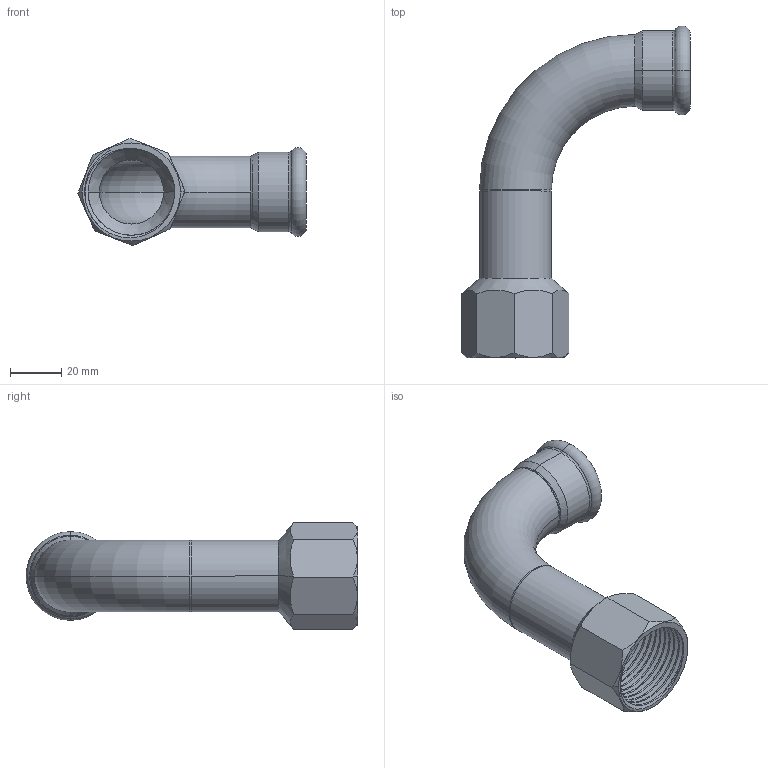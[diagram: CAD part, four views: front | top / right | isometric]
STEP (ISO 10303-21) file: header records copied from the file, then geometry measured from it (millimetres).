
FILE_DESCRIPTION (( 'STEP AP203' ), '1' );
FILE_NAME ('3D_ P746_28 x 1_141396380.STEP', '2024-11-19T16:16:43', ( '' ), ( '' ), 'SwSTEP 2.0', 'SolidWorks 2023', '' );
FILE_SCHEMA (( 'CONFIG_CONTROL_DESIGN' ));
Length unit declared in the file: millimetre
Products named in the file (1): 3D_ P746_28 x 1_141396380
Bounding box: 88.85 x 129.29 x 41.69 mm (x, y, z)
Volume: 25240.8 mm3; surface area: 32022.9 mm2
Topology: 2 solids, 2 shells, 75 faces, 193 edges, 120 vertices
Faces by surface type: cylinder 35, cone 14, torus 12, plane 11, bspline 3
Entity records: 4515 total; most frequent: CARTESIAN_POINT 2736, ORIENTED_EDGE 386, DIRECTION 344, EDGE_CURVE 193, AXIS2_PLACEMENT_3D 143, VERTEX_POINT 120, EDGE_LOOP 77, FACE_OUTER_BOUND 75
